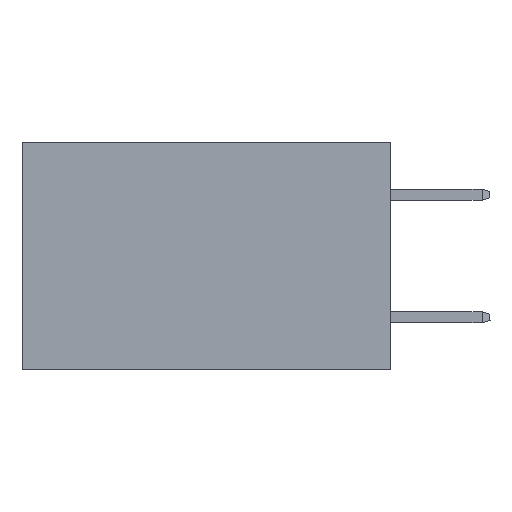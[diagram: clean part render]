
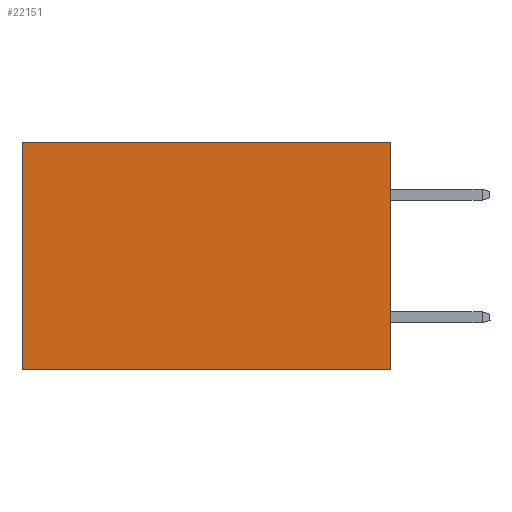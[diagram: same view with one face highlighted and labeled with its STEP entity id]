
A CAD part, left-side view. The second image highlights one B-rep face of the part: STEP entity #22151.
In plain terms, the highlighted planar face has unit normal (-1, 0, 0).
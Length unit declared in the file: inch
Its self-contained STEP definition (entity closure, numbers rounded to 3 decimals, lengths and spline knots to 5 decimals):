
#603 = LINE ( 'NONE', #20066, #13897 ) ;
#783 = VECTOR ( 'NONE', #24205, 39.37008 ) ;
#788 = ORIENTED_EDGE ( 'NONE', *, *, #10148, .F. ) ;
#1499 = VERTEX_POINT ( 'NONE', #6400 ) ;
#1734 = CARTESIAN_POINT ( 'NONE',  ( 0.2875, 0., 0. ) ) ;
#2890 = CARTESIAN_POINT ( 'NONE',  ( 0.2875, 0., 0. ) ) ;
#5163 = DIRECTION ( 'NONE',  ( 0., 1., 0. ) ) ;
#5573 = CARTESIAN_POINT ( 'NONE',  ( 0.2875, 0., 0. ) ) ;
#5867 = CARTESIAN_POINT ( 'NONE',  ( 0.2875, 0.6, 0. ) ) ;
#6400 = CARTESIAN_POINT ( 'NONE',  ( 0.2875, 0.6, -0.37 ) ) ;
#6431 = CARTESIAN_POINT ( 'NONE',  ( 0.2875, 0.6, 0. ) ) ;
#6451 = LINE ( 'NONE', #8678, #783 ) ;
#6749 = EDGE_LOOP ( 'NONE', ( #25045, #10905, #788, #24886 ) ) ;
#6766 = DIRECTION ( 'NONE',  ( 0., 1., 0. ) ) ;
#8678 = CARTESIAN_POINT ( 'NONE',  ( 0.2875, 0., 0. ) ) ;
#10148 = EDGE_CURVE ( 'NONE', #17409, #11888, #6451, .T. ) ;
#10905 = ORIENTED_EDGE ( 'NONE', *, *, #17221, .F. ) ;
#11551 = AXIS2_PLACEMENT_3D ( 'NONE', #1734, #26882, #13777 ) ;
#11888 = VERTEX_POINT ( 'NONE', #23685 ) ;
#12767 = VERTEX_POINT ( 'NONE', #6431 ) ;
#13055 = VECTOR ( 'NONE', #14803, 39.37008 ) ;
#13777 = DIRECTION ( 'NONE',  ( 0., 0., -1. ) ) ;
#13897 = VECTOR ( 'NONE', #6766, 39.37008 ) ;
#14803 = DIRECTION ( 'NONE',  ( 0., 0., -1. ) ) ;
#14937 = FACE_OUTER_BOUND ( 'NONE', #6749, .T. ) ;
#15102 = LINE ( 'NONE', #5867, #13055 ) ;
#17221 = EDGE_CURVE ( 'NONE', #11888, #1499, #603, .T. ) ;
#17289 = VECTOR ( 'NONE', #5163, 39.37008 ) ;
#17409 = VERTEX_POINT ( 'NONE', #5573 ) ;
#20066 = CARTESIAN_POINT ( 'NONE',  ( 0.2875, 0., -0.37 ) ) ;
#22151 = ADVANCED_FACE ( 'NONE', ( #14937 ), #28426, .F. ) ;
#23685 = CARTESIAN_POINT ( 'NONE',  ( 0.2875, 0., -0.37 ) ) ;
#24038 = EDGE_CURVE ( 'NONE', #17409, #12767, #24919, .T. ) ;
#24205 = DIRECTION ( 'NONE',  ( 0., 0., -1. ) ) ;
#24886 = ORIENTED_EDGE ( 'NONE', *, *, #24038, .T. ) ;
#24919 = LINE ( 'NONE', #2890, #17289 ) ;
#25045 = ORIENTED_EDGE ( 'NONE', *, *, #25825, .T. ) ;
#25825 = EDGE_CURVE ( 'NONE', #12767, #1499, #15102, .T. ) ;
#26882 = DIRECTION ( 'NONE',  ( 1., 0., 0. ) ) ;
#28426 = PLANE ( 'NONE',  #11551 ) ;
